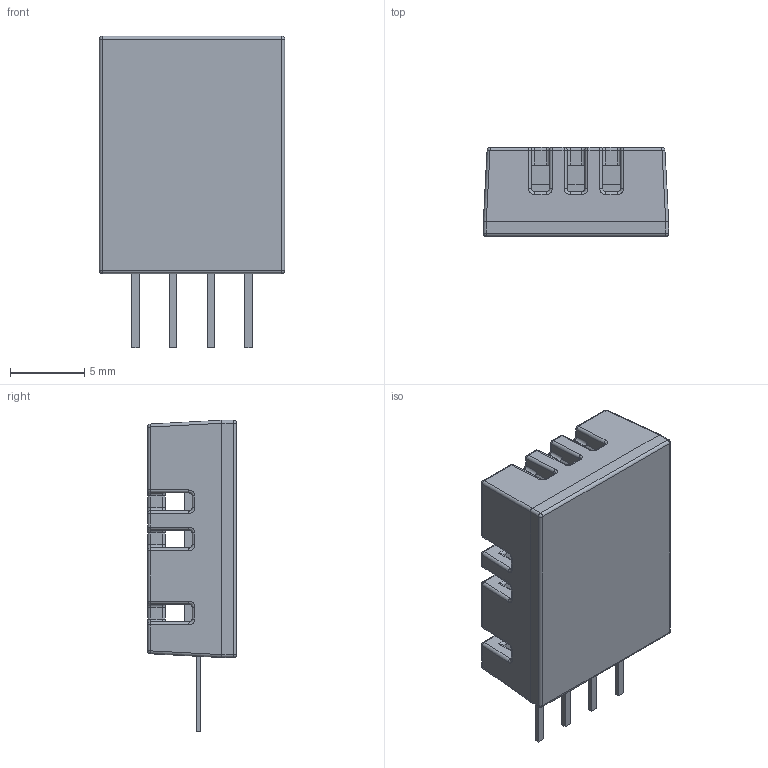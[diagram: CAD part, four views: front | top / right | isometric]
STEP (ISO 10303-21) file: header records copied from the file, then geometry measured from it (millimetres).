
FILE_DESCRIPTION (( 'STEP AP214' ), '1' );
FILE_NAME ('SENSOR-TH_AGS02MA.STEP', '2024-01-03T04:02:36', ( '' ), ( '' ), 'SwSTEP 2.0', 'SolidWorks 2020', '' );
FILE_SCHEMA (( 'AUTOMOTIVE_DESIGN' ));
Length unit declared in the file: millimetre
Products named in the file (1): SENSOR-TH_AGS02MA
Bounding box: 12.5 x 6.01 x 21 mm (x, y, z)
Volume: 916.8 mm3; surface area: 1422.4 mm2
Topology: 2 solids, 2 shells, 901 faces, 2246 edges, 1330 vertices
Faces by surface type: cylinder 333, plane 264, torus 162, bspline 116, sphere 26
Entity records: 37104 total; most frequent: CARTESIAN_POINT 6220, ORIENTED_EDGE 4440, DIRECTION 4318, EDGE_CURVE 2220, AXIS2_PLACEMENT_3D 1564, VERTEX_POINT 1330, VECTOR 1190, LINE 1190
